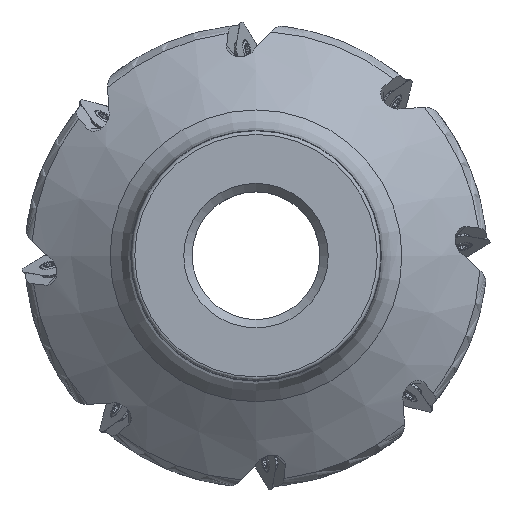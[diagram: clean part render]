
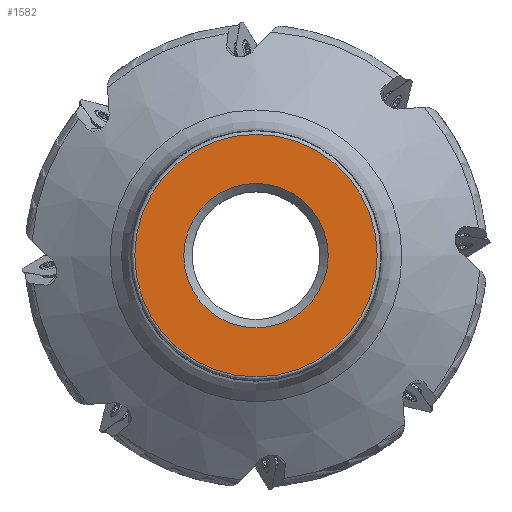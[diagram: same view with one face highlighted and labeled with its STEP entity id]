
A CAD part, top view. The second image highlights one B-rep face of the part: STEP entity #1582.
In plain terms, the highlighted planar face has unit normal (0, 0, 1).
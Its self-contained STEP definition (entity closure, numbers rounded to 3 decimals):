
#1582=ADVANCED_FACE('SU_1',(#3126,#3127),#2298,.F.);
#2298=PLANE('',#16168);
#2801=CIRCLE('',#16166,36.193);
#2802=CIRCLE('',#16167,21.556);
#3126=FACE_BOUND('',#3484,.T.);
#3127=FACE_BOUND('',#3485,.T.);
#3484=EDGE_LOOP('',(#6519));
#3485=EDGE_LOOP('',(#6520));
#6519=ORIENTED_EDGE('',*,*,#12503,.T.);
#6520=ORIENTED_EDGE('',*,*,#12504,.F.);
#10770=VERTEX_POINT('',#25835);
#10771=VERTEX_POINT('',#25837);
#12503=EDGE_CURVE('',#10770,#10770,#2801,.T.);
#12504=EDGE_CURVE('',#10771,#10771,#2802,.T.);
#16166=AXIS2_PLACEMENT_3D('',#25834,#18358,#18359);
#16167=AXIS2_PLACEMENT_3D('',#25836,#18360,#18361);
#16168=AXIS2_PLACEMENT_3D('',#25838,#18362,#18363);
#18358=DIRECTION('',(0.,0.,1.));
#18359=DIRECTION('',(1.,0.,0.));
#18360=DIRECTION('',(0.,0.,1.));
#18361=DIRECTION('',(1.,0.,0.));
#18362=DIRECTION('',(0.,0.,-1.));
#18363=DIRECTION('',(-1.,0.,0.));
#25834=CARTESIAN_POINT('',(0.,0.,0.));
#25835=CARTESIAN_POINT('',(36.193,0.,0.));
#25836=CARTESIAN_POINT('',(0.,0.,0.));
#25837=CARTESIAN_POINT('',(21.556,0.,0.));
#25838=CARTESIAN_POINT('',(-37.193,0.,0.));
